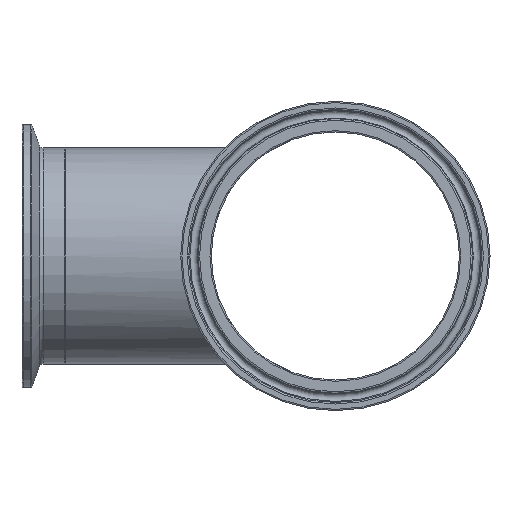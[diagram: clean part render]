
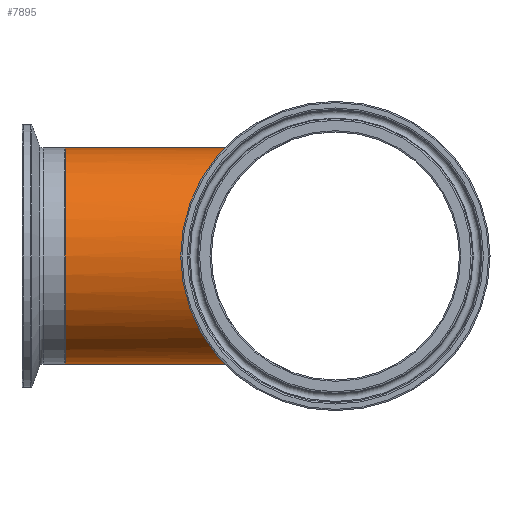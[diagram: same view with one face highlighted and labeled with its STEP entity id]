
A CAD part, left-side view. The second image highlights one B-rep face of the part: STEP entity #7895.
In plain terms, the highlighted cylindrical face has radius 31.75 mm (diameter 63.5 mm), a full revolution.
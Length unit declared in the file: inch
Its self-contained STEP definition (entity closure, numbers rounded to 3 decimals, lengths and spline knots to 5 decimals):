
#139=FACE_BOUND('',#1452,.T.);
#961=FACE_OUTER_BOUND('',#1451,.T.);
#1451=EDGE_LOOP('',(#7233));
#1452=EDGE_LOOP('',(#7234));
#2726=CIRCLE('',#8335,1.25);
#3169=B_SPLINE_CURVE_WITH_KNOTS('',3,(#17173,#17174,#17175,#17176,#17177,
#17178,#17179,#17180,#17181,#17182,#17183,#17184,#17185,#17186,#17187,#17188,
#17189,#17190,#17191,#17192,#17193,#17194,#17195,#17196,#17197,#17198,#17199,
#17200),.UNSPECIFIED.,.T.,.F.,(4,1,1,1,1,1,1,1,1,1,1,1,1,1,1,1,1,1,1,1,
1,1,1,1,1,4),(0.,0.74031,1.48062,2.96123,3.94831,
4.93538,5.92246,6.90954,7.89661,8.39015,
8.88369,9.37723,9.87077,10.36431,10.85784,
11.35138,11.84492,12.832,13.81907,14.80615,
15.79323,16.7803,17.76738,19.248,19.9883,
20.72861),.UNSPECIFIED.);
#3891=VERTEX_POINT('',#17029);
#3892=VERTEX_POINT('',#17171);
#5025=EDGE_CURVE('',#3891,#3891,#2726,.T.);
#5027=EDGE_CURVE('',#3892,#3892,#3169,.T.);
#7233=ORIENTED_EDGE('',*,*,#5025,.T.);
#7234=ORIENTED_EDGE('',*,*,#5027,.F.);
#7388=CYLINDRICAL_SURFACE('',#8337,1.25);
#7895=ADVANCED_FACE('',(#961,#139),#7388,.T.);
#8335=AXIS2_PLACEMENT_3D('',#17030,#9722,#9723);
#8337=AXIS2_PLACEMENT_3D('',#17201,#9726,#9727);
#9722=DIRECTION('center_axis',(0.,-1.,0.));
#9723=DIRECTION('ref_axis',(1.,0.,0.));
#9726=DIRECTION('center_axis',(0.,-1.,0.));
#9727=DIRECTION('ref_axis',(1.,0.,0.));
#17029=CARTESIAN_POINT('',(-1.25,3.125,0.));
#17030=CARTESIAN_POINT('Origin',(0.,3.125,0.));
#17171=CARTESIAN_POINT('',(0.,0.84779,1.25));
#17173=CARTESIAN_POINT('Ctrl Pts',(0.,0.84766,
1.25004));
#17174=CARTESIAN_POINT('Ctrl Pts',(-0.09973,0.84766,
1.25004));
#17175=CARTESIAN_POINT('Ctrl Pts',(-0.2992,0.88969,
1.22512));
#17176=CARTESIAN_POINT('Ctrl Pts',(-0.64113,1.0679,
1.09796));
#17177=CARTESIAN_POINT('Ctrl Pts',(-0.94232,1.29929,0.86178));
#17178=CARTESIAN_POINT('Ctrl Pts',(-1.17087,1.49236,0.49135));
#17179=CARTESIAN_POINT('Ctrl Pts',(-1.26785,1.5785,0.10314));
#17180=CARTESIAN_POINT('Ctrl Pts',(-1.23423,1.5483,-0.30421));
#17181=CARTESIAN_POINT('Ctrl Pts',(-1.08282,1.41667,-0.66016));
#17182=CARTESIAN_POINT('Ctrl Pts',(-0.88985,1.25883,
-0.89144));
#17183=CARTESIAN_POINT('Ctrl Pts',(-0.70573,1.12405,-1.03671));
#17184=CARTESIAN_POINT('Ctrl Pts',(-0.55301,1.02451,-1.12572));
#17185=CARTESIAN_POINT('Ctrl Pts',(-0.385,0.93437,
-1.19401));
#17186=CARTESIAN_POINT('Ctrl Pts',(-0.2,0.86591,
-1.23908));
#17187=CARTESIAN_POINT('Ctrl Pts',(0.00002,0.83866,
-1.25548));
#17188=CARTESIAN_POINT('Ctrl Pts',(0.20004,0.86592,
-1.23907));
#17189=CARTESIAN_POINT('Ctrl Pts',(0.38505,0.93431,-1.19403));
#17190=CARTESIAN_POINT('Ctrl Pts',(0.609,1.05484,-1.10282));
#17191=CARTESIAN_POINT('Ctrl Pts',(0.85122,1.22751,-0.93759));
#17192=CARTESIAN_POINT('Ctrl Pts',(1.08285,1.41657,-0.66014));
#17193=CARTESIAN_POINT('Ctrl Pts',(1.23429,1.54842,-0.3041));
#17194=CARTESIAN_POINT('Ctrl Pts',(1.26779,1.5784,0.10316));
#17195=CARTESIAN_POINT('Ctrl Pts',(1.17088,1.49236,0.49145));
#17196=CARTESIAN_POINT('Ctrl Pts',(0.94225,1.29923,0.8618));
#17197=CARTESIAN_POINT('Ctrl Pts',(0.64113,1.06791,1.09798));
#17198=CARTESIAN_POINT('Ctrl Pts',(0.29919,0.88968,1.22512));
#17199=CARTESIAN_POINT('Ctrl Pts',(0.09973,0.84766,
1.25004));
#17200=CARTESIAN_POINT('Ctrl Pts',(0.,0.84766,
1.25004));
#17201=CARTESIAN_POINT('Origin',(0.,3.125,0.));
